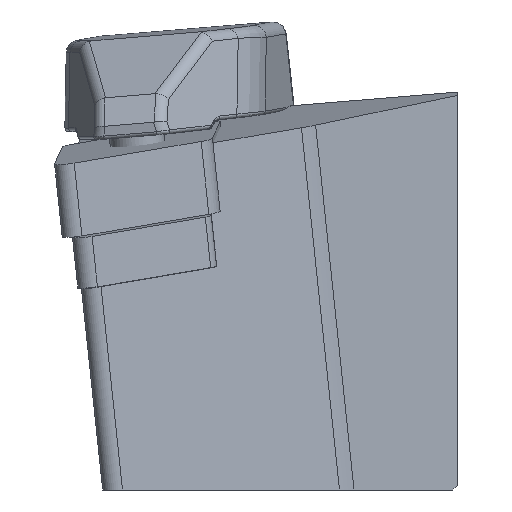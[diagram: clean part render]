
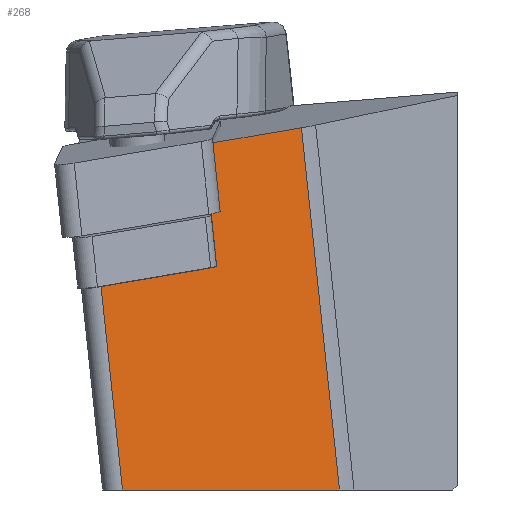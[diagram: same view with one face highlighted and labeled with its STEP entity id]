
A CAD part, left-side view. The second image highlights one B-rep face of the part: STEP entity #268.
In plain terms, the highlighted planar face has unit normal (-0.849, -0.527, -0.034).
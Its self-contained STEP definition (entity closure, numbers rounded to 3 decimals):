
#268=ADVANCED_FACE('',(#437),#377,.F.);
#377=PLANE('',#2088);
#437=FACE_OUTER_BOUND('',#548,.T.);
#548=EDGE_LOOP('',(#1143,#1144,#1145,#1146,#1147,#1148,#1149));
#636=LINE('',#2834,#804);
#647=LINE('',#2854,#815);
#651=LINE('',#2862,#819);
#697=LINE('',#3010,#865);
#717=LINE('',#3049,#885);
#718=LINE('',#3053,#886);
#719=LINE('',#3054,#887);
#804=VECTOR('',#2254,1.);
#815=VECTOR('',#2269,1.);
#819=VECTOR('',#2275,1.);
#865=VECTOR('',#2379,1.);
#885=VECTOR('',#2429,1.);
#886=VECTOR('',#2434,1.);
#887=VECTOR('',#2435,1.);
#1143=ORIENTED_EDGE('',*,*,#1705,.F.);
#1144=ORIENTED_EDGE('',*,*,#1809,.F.);
#1145=ORIENTED_EDGE('',*,*,#1807,.T.);
#1146=ORIENTED_EDGE('',*,*,#1786,.F.);
#1147=ORIENTED_EDGE('',*,*,#1810,.F.);
#1148=ORIENTED_EDGE('',*,*,#1720,.F.);
#1149=ORIENTED_EDGE('',*,*,#1716,.F.);
#1532=VERTEX_POINT('',#2832);
#1534=VERTEX_POINT('',#2835);
#1541=VERTEX_POINT('',#2855);
#1544=VERTEX_POINT('',#2863);
#1597=VERTEX_POINT('',#3009);
#1598=VERTEX_POINT('',#3011);
#1602=VERTEX_POINT('',#3050);
#1705=EDGE_CURVE('',#1532,#1534,#636,.T.);
#1716=EDGE_CURVE('',#1534,#1541,#647,.T.);
#1720=EDGE_CURVE('',#1541,#1544,#651,.T.);
#1786=EDGE_CURVE('',#1597,#1598,#697,.T.);
#1807=EDGE_CURVE('',#1602,#1598,#717,.T.);
#1809=EDGE_CURVE('',#1602,#1532,#718,.T.);
#1810=EDGE_CURVE('',#1544,#1597,#719,.T.);
#2088=AXIS2_PLACEMENT_3D('',#3055,#2436,#2437);
#2254=DIRECTION('',(0.518,-0.843,0.143));
#2269=DIRECTION('',(-0.105,0.104,0.989));
#2275=DIRECTION('',(0.518,-0.843,0.143));
#2379=DIRECTION('',(-0.527,0.85,0.));
#2429=DIRECTION('',(0.105,-0.104,-0.989));
#2434=DIRECTION('',(0.518,-0.843,0.143));
#2435=DIRECTION('',(0.105,-0.104,-0.989));
#2436=DIRECTION('',(0.849,0.527,0.034));
#2437=DIRECTION('',(0.527,-0.85,0.));
#2832=CARTESIAN_POINT('',(7.404,14.921,-6.186));
#2834=CARTESIAN_POINT('',(3.031,22.045,-7.397));
#2835=CARTESIAN_POINT('',(7.418,14.898,-6.182));
#2854=CARTESIAN_POINT('',(10.748,11.586,-37.694));
#2855=CARTESIAN_POINT('',(6.62,15.692,1.375));
#2862=CARTESIAN_POINT('',(2.233,22.839,0.16));
#2863=CARTESIAN_POINT('',(10.326,9.653,2.401));
#3009=CARTESIAN_POINT('',(12.693,7.299,-20.));
#3010=CARTESIAN_POINT('',(5.81,18.39,-20.));
#3011=CARTESIAN_POINT('',(4.363,20.72,-20.));
#3049=CARTESIAN_POINT('',(6.362,18.733,-38.909));
#3050=CARTESIAN_POINT('',(3.031,22.045,-7.397));
#3053=CARTESIAN_POINT('',(3.031,22.045,-7.397));
#3054=CARTESIAN_POINT('',(14.455,5.547,-36.667));
#3055=CARTESIAN_POINT('',(6.362,18.733,-38.909));
